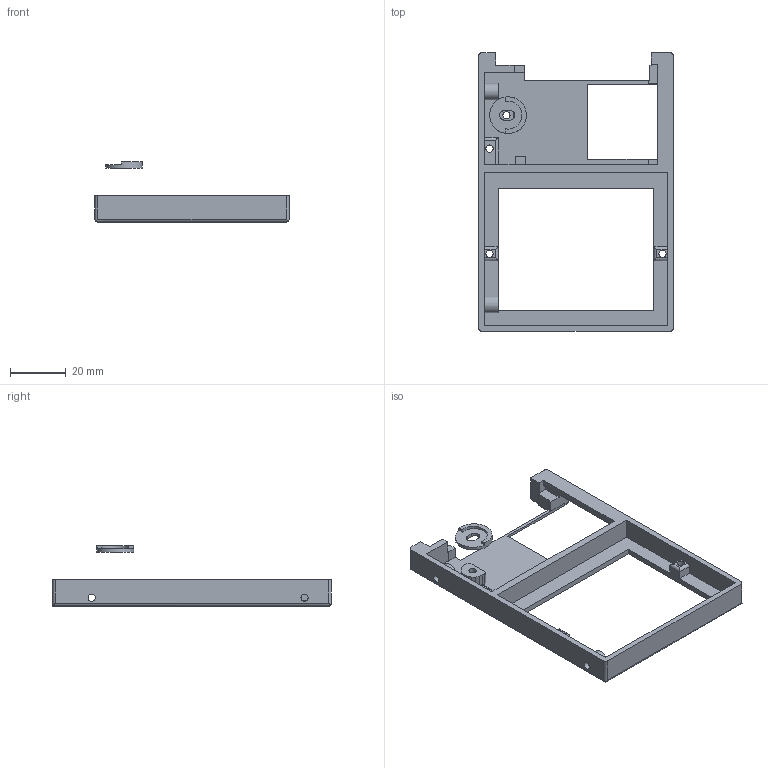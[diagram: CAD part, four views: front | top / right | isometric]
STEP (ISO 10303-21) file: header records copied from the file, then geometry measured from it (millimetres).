
FILE_DESCRIPTION(('HOOPS Exchange Step'),'2;1');
FILE_NAME('SD_HD_Sled_l40sx.stp','2025-05-04T14:40:46+01:00',('ela24ag'),('Unknown organisation'),'HOOPS Exchange 2024.2','HOOPS Exchange','Unknown authorisation');
FILE_SCHEMA( ('AUTOMOTIVE_DESIGN { 1 0 10303 214 1 1 1 1 }') );
Length unit declared in the file: millimetre
Products named in the file (1): SD_HD_Sled_l40sx
Bounding box: 69.85 x 100.21 x 21.64 mm (x, y, z)
Volume: 12237.9 mm3; surface area: 13697.3 mm2
Topology: 2 solids, 2 shells, 120 faces, 351 edges, 234 vertices
Faces by surface type: plane 91, cylinder 29
Full cylindrical faces by diameter (mm): 2.6 x6, 13.2 x1
Entity records: 4015 total; most frequent: CARTESIAN_POINT 707, ORIENTED_EDGE 702, DIRECTION 654, EDGE_CURVE 351, VECTOR 288, LINE 288, VERTEX_POINT 234, AXIS2_PLACEMENT_3D 183
